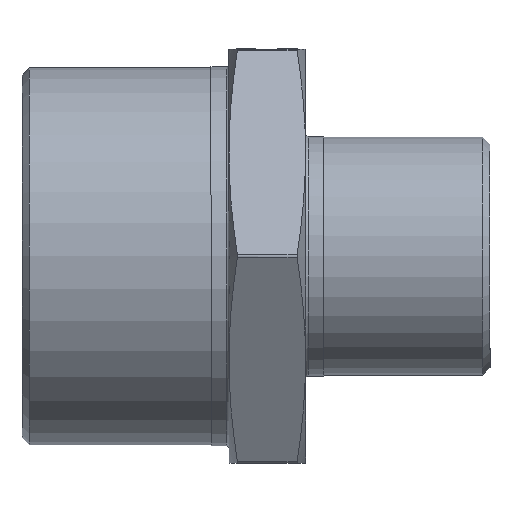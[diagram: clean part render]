
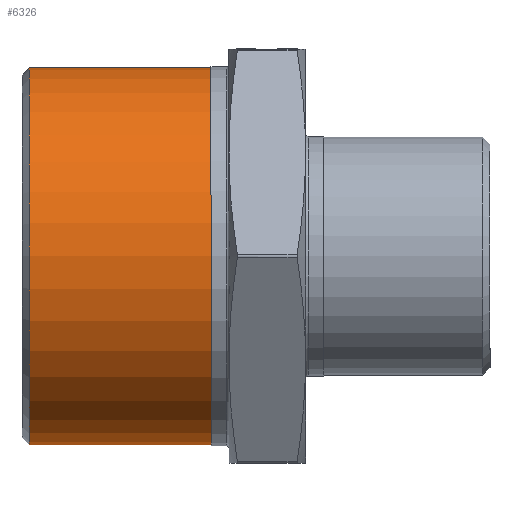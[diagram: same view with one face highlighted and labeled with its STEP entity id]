
A CAD part, front view. The second image highlights one B-rep face of the part: STEP entity #6326.
In plain terms, the highlighted cylindrical face has radius 20.955 mm (diameter 41.91 mm), a full revolution.
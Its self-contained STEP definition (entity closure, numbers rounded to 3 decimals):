
#56 = AXIS2_PLACEMENT_3D ( 'NONE', #3670, #3660, #3684 ) ;
#477 = CIRCLE ( 'NONE', #509, 20.955 ) ;
#480 = AXIS2_PLACEMENT_3D ( 'NONE', #11346, #11366, #11383 ) ;
#509 = AXIS2_PLACEMENT_3D ( 'NONE', #11317, #11277, #11321 ) ;
#516 = CIRCLE ( 'NONE', #480, 20.955 ) ;
#3657 = FACE_OUTER_BOUND ( 'NONE', #5002, .T. ) ;
#3660 = DIRECTION ( 'NONE',  ( -1., 0., 0. ) ) ;
#3670 = CARTESIAN_POINT ( 'NONE',  ( 0., 0., 0. ) ) ;
#3677 = FACE_OUTER_BOUND ( 'NONE', #4972, .T. ) ;
#3684 = DIRECTION ( 'NONE',  ( 0., 0., 1. ) ) ;
#3693 = CYLINDRICAL_SURFACE ( 'NONE', #56, 20.955 ) ;
#3982 = VERTEX_POINT ( 'NONE', #4023 ) ;
#4001 = VERTEX_POINT ( 'NONE', #4026 ) ;
#4023 = CARTESIAN_POINT ( 'NONE',  ( -26.425, 0., 20.955 ) ) ;
#4026 = CARTESIAN_POINT ( 'NONE',  ( -6.25, 0., 20.955 ) ) ;
#4972 = EDGE_LOOP ( 'NONE', ( #12232 ) ) ;
#5002 = EDGE_LOOP ( 'NONE', ( #12228 ) ) ;
#6326 = ADVANCED_FACE ( 'NONE', ( #3657, #3677 ), #3693, .T. ) ;
#6613 = EDGE_CURVE ( 'NONE', #3982, #3982, #477, .T. ) ;
#6619 = EDGE_CURVE ( 'NONE', #4001, #4001, #516, .T. ) ;
#11277 = DIRECTION ( 'NONE',  ( -1., 0., 0. ) ) ;
#11317 = CARTESIAN_POINT ( 'NONE',  ( -26.425, 0., 0. ) ) ;
#11321 = DIRECTION ( 'NONE',  ( 0., 0., 1. ) ) ;
#11346 = CARTESIAN_POINT ( 'NONE',  ( -6.25, 0., 0. ) ) ;
#11366 = DIRECTION ( 'NONE',  ( -1., 0., 0. ) ) ;
#11383 = DIRECTION ( 'NONE',  ( 0., 0., 1. ) ) ;
#12228 = ORIENTED_EDGE ( 'NONE', *, *, #6619, .T. ) ;
#12232 = ORIENTED_EDGE ( 'NONE', *, *, #6613, .F. ) ;
